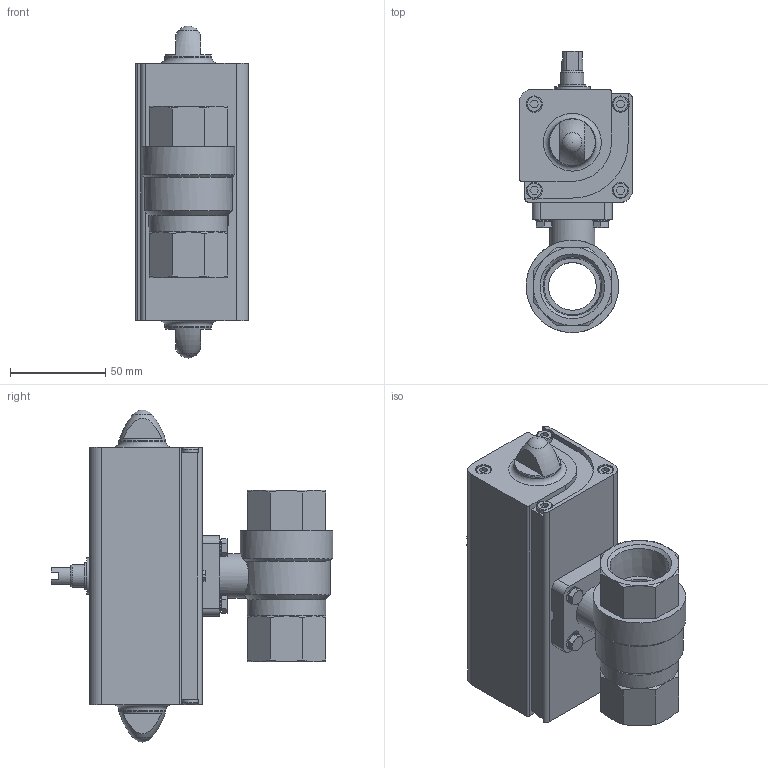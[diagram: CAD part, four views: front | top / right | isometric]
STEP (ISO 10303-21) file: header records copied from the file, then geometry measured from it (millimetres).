
FILE_DESCRIPTION(/* description */ ('STEP AP214'),/* implementation_level */ '2;1');
FILE_NAME(/* name */ '540514_VZPR-BPD-22-R1',/* time_stamp */ '2024-09-10T05:11:38+02:00',/* author */ ('License CC BY-ND 4.0'),/* organization */ ('CADENAS'),/* preprocessor_version */ 'ST-DEVELOPER v19.3',/* originating_system */ 'PARTsolutions',/* authorisation */ ' ');
FILE_SCHEMA (('AUTOMOTIVE_DESIGN {1 0 10303 214 3 1 1}'));
Length unit declared in the file: millimetre
Products named in the file (7): 540514 VZPR-BPD-22-R1; 533476 DAPS-0030-090-R-F04---(1); 533476 DAPS-0030-090-R-F04---(2); 534306 VAPB-1-F-40-F0304---(21 V); 8082117 DARQ-R-A-S11-S9-11; 690066 S 5 A2; Hexagon bolt DIN 933 - M5x18
Assembly tree (12 placements, depth 2):
  540514 VZPR-BPD-22-R1
    533476 DAPS-0030-090-R-F04---(1)
    533476 DAPS-0030-090-R-F04---(2)
    534306 VAPB-1-F-40-F0304---(21 V)
    8082117 DARQ-R-A-S11-S9-11
    690066 S 5 A2  x4
    Hexagon bolt DIN 933 - M5x18  x4
Bounding box: 59.2 x 147.42 x 174 mm (x, y, z)
Volume: 570988.8 mm3; surface area: 84043.8 mm2
Topology: 12 solids, 12 shells, 490 faces, 1204 edges, 764 vertices
Faces by surface type: plane 263, cylinder 105, cone 102, torus 18, sphere 2
Full cylindrical faces by diameter (mm): 3.242 x1, 4.134 x12, 4.917 x1, 5 x4, 5.3 x4, 6.88 x4, 8.5 x8, 8.566 x2, 9 x4, 12 x1, 14.1 x1, 19 x2, 22 x2, 23.5 x1, 25 x1, 41 x1, 48.5 x1
Entity records: 12086 total; most frequent: CARTESIAN_POINT 2323, DIRECTION 1978, ORIENTED_EDGE 1838, EDGE_CURVE 919, AXIS2_PLACEMENT_3D 714, VERTEX_POINT 654, FACE_BOUND 575, EDGE_LOOP 559
